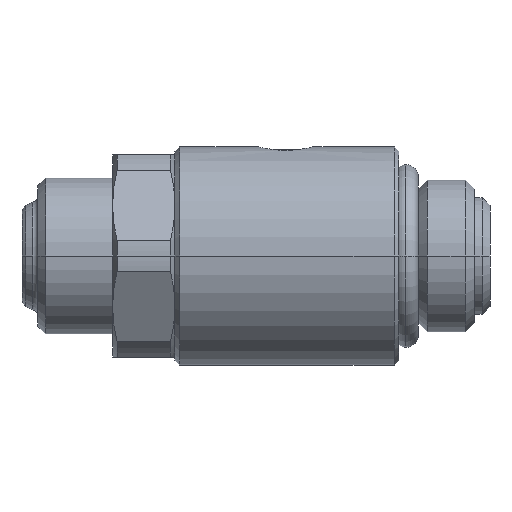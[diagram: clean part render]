
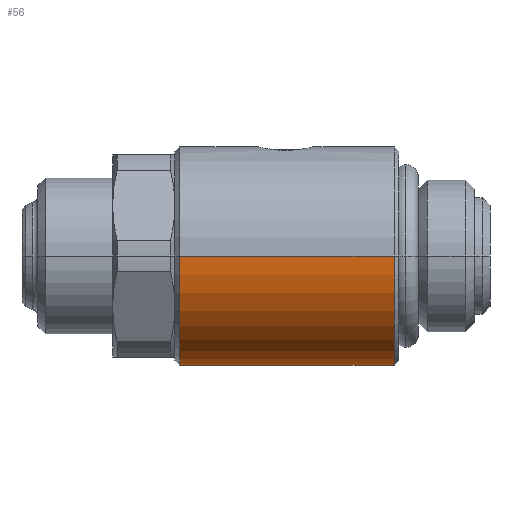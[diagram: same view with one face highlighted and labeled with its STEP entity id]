
A CAD part, left-side view. The second image highlights one B-rep face of the part: STEP entity #56.
In plain terms, the highlighted cylindrical face has radius 7 mm (diameter 14 mm), a partial arc.
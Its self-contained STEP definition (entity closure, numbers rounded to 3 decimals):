
#56=ADVANCED_FACE('',(#188),#189,.T.);
#188=FACE_OUTER_BOUND('',#448,.T.);
#189=CYLINDRICAL_SURFACE('',#449,7.0);
#448=EDGE_LOOP('',(#759,#760,#761,#762,#763,#764,#765,#766,#767));
#449=AXIS2_PLACEMENT_3D('',#768,#769,#770);
#759=ORIENTED_EDGE('',*,*,#1686,.F.);
#760=ORIENTED_EDGE('',*,*,#1687,.T.);
#761=ORIENTED_EDGE('',*,*,#1688,.F.);
#762=ORIENTED_EDGE('',*,*,#1683,.F.);
#763=ORIENTED_EDGE('',*,*,#1689,.F.);
#764=ORIENTED_EDGE('',*,*,#1690,.T.);
#765=ORIENTED_EDGE('',*,*,#1691,.T.);
#766=ORIENTED_EDGE('',*,*,#1692,.T.);
#767=ORIENTED_EDGE('',*,*,#1693,.T.);
#768=CARTESIAN_POINT('',(0.0,7.175,0.0));
#769=DIRECTION('',(-0.0,1.0,0.0));
#770=DIRECTION('',(1.0,0.0,0.0));
#1683=EDGE_CURVE('',#2032,#2035,#2036,.T.);
#1686=EDGE_CURVE('',#2040,#2041,#2042,.T.);
#1687=EDGE_CURVE('',#2040,#2043,#2044,.T.);
#1688=EDGE_CURVE('',#2035,#2043,#2045,.T.);
#1689=EDGE_CURVE('',#2046,#2032,#2047,.T.);
#1690=EDGE_CURVE('',#2046,#2048,#2049,.T.);
#1691=EDGE_CURVE('',#2048,#2050,#2051,.T.);
#1692=EDGE_CURVE('',#2050,#2052,#2053,.T.);
#1693=EDGE_CURVE('',#2052,#2041,#2054,.T.);
#2032=VERTEX_POINT('',#2573);
#2035=VERTEX_POINT('',#2577);
#2036=CIRCLE('',#2578,7.0);
#2040=VERTEX_POINT('',#2583);
#2041=VERTEX_POINT('',#2584);
#2042=LINE('',#2585,#2586);
#2043=VERTEX_POINT('',#2587);
#2044=CIRCLE('',#2588,7.0);
#2045=LINE('',#2589,#2590);
#2046=VERTEX_POINT('',#2591);
#2047=LINE('',#2592,#2593);
#2048=VERTEX_POINT('',#2594);
#2049=B_SPLINE_CURVE_WITH_KNOTS('',3,(#2595,#2596,#2597,#2598,#2599,#2600,#2601,#2602,#2603,#2604,#2605,#2606,#2607,#2608,#2609,#2610,#2611,#2612),.UNSPECIFIED.,.F.,.F.,(4,2,2,2,2,2,2,2,4),(18.588,19.361,20.133,20.906,21.678,22.455,23.231,24.008,24.714),.UNSPECIFIED.);
#2050=VERTEX_POINT('',#2613);
#2051=B_SPLINE_CURVE_WITH_KNOTS('',3,(#2614,#2615,#2616,#2617),.UNSPECIFIED.,.F.,.F.,(4,4),(23.981,24.052),.UNSPECIFIED.);
#2052=VERTEX_POINT('',#2618);
#2053=B_SPLINE_CURVE_WITH_KNOTS('',3,(#2619,#2620,#2621,#2622),.UNSPECIFIED.,.F.,.F.,(4,4),(24.052,24.123),.UNSPECIFIED.);
#2054=B_SPLINE_CURVE_WITH_KNOTS('',3,(#2623,#2624,#2625,#2626,#2627,#2628,#2629,#2630,#2631,#2632,#2633,#2634,#2635,#2636,#2637,#2638,#2639,#2640),.UNSPECIFIED.,.F.,.F.,(4,2,2,2,2,2,2,2,4),(0.071,0.776,1.553,2.329,3.106,3.878,4.651,5.424,6.196),.UNSPECIFIED.);
#2573=CARTESIAN_POINT('',(7.0,14.05,0.0));
#2577=CARTESIAN_POINT('',(-7.0,14.05,0.));
#2578=AXIS2_PLACEMENT_3D('',#3618,#3619,#3620);
#2583=CARTESIAN_POINT('',(7.0,0.3,0.0));
#2584=CARTESIAN_POINT('',(7.0,3.25,0.));
#2585=CARTESIAN_POINT('',(7.0,7.175,0.));
#2586=VECTOR('',#3625,1.0);
#2587=CARTESIAN_POINT('',(-7.0,0.3,0.));
#2588=AXIS2_PLACEMENT_3D('',#3626,#3627,#3628);
#2589=CARTESIAN_POINT('',(-7.0,7.175,0.));
#2590=VECTOR('',#3629,1.0);
#2591=CARTESIAN_POINT('',(7.0,11.25,0.));
#2592=CARTESIAN_POINT('',(7.0,7.175,0.));
#2593=VECTOR('',#3630,1.0);
#2594=CARTESIAN_POINT('',(5.745,7.321,-3.999));
#2595=CARTESIAN_POINT('',(7.0,11.25,0.));
#2596=CARTESIAN_POINT('',(7.0,11.25,-0.258));
#2597=CARTESIAN_POINT('',(6.985,11.225,-0.522));
#2598=CARTESIAN_POINT('',(6.927,11.12,-1.044));
#2599=CARTESIAN_POINT('',(6.882,11.042,-1.302));
#2600=CARTESIAN_POINT('',(6.771,10.835,-1.793));
#2601=CARTESIAN_POINT('',(6.704,10.708,-2.027));
#2602=CARTESIAN_POINT('',(6.558,10.416,-2.458));
#2603=CARTESIAN_POINT('',(6.48,10.252,-2.655));
#2604=CARTESIAN_POINT('',(6.326,9.904,-3.003));
#2605=CARTESIAN_POINT('',(6.245,9.707,-3.167));
#2606=CARTESIAN_POINT('',(6.088,9.276,-3.459));
#2607=CARTESIAN_POINT('',(6.013,9.043,-3.586));
#2608=CARTESIAN_POINT('',(5.886,8.553,-3.791));
#2609=CARTESIAN_POINT('',(5.833,8.296,-3.87));
#2610=CARTESIAN_POINT('',(5.766,7.797,-3.97));
#2611=CARTESIAN_POINT('',(5.748,7.557,-3.995));
#2612=CARTESIAN_POINT('',(5.745,7.321,-3.999));
#2613=CARTESIAN_POINT('',(5.745,7.25,-4.));
#2614=CARTESIAN_POINT('',(5.745,7.321,-3.999));
#2615=CARTESIAN_POINT('',(5.745,7.297,-4.));
#2616=CARTESIAN_POINT('',(5.745,7.274,-4.));
#2617=CARTESIAN_POINT('',(5.745,7.25,-4.));
#2618=CARTESIAN_POINT('',(5.745,7.179,-3.999));
#2619=CARTESIAN_POINT('',(5.745,7.25,-4.));
#2620=CARTESIAN_POINT('',(5.745,7.226,-4.));
#2621=CARTESIAN_POINT('',(5.745,7.203,-4.));
#2622=CARTESIAN_POINT('',(5.745,7.179,-3.999));
#2623=CARTESIAN_POINT('',(5.745,7.179,-3.999));
#2624=CARTESIAN_POINT('',(5.748,6.943,-3.995));
#2625=CARTESIAN_POINT('',(5.766,6.703,-3.97));
#2626=CARTESIAN_POINT('',(5.833,6.204,-3.87));
#2627=CARTESIAN_POINT('',(5.886,5.947,-3.791));
#2628=CARTESIAN_POINT('',(6.013,5.457,-3.586));
#2629=CARTESIAN_POINT('',(6.088,5.224,-3.459));
#2630=CARTESIAN_POINT('',(6.245,4.793,-3.167));
#2631=CARTESIAN_POINT('',(6.326,4.596,-3.003));
#2632=CARTESIAN_POINT('',(6.48,4.248,-2.655));
#2633=CARTESIAN_POINT('',(6.558,4.084,-2.458));
#2634=CARTESIAN_POINT('',(6.704,3.792,-2.027));
#2635=CARTESIAN_POINT('',(6.771,3.665,-1.793));
#2636=CARTESIAN_POINT('',(6.882,3.458,-1.302));
#2637=CARTESIAN_POINT('',(6.927,3.38,-1.044));
#2638=CARTESIAN_POINT('',(6.985,3.275,-0.522));
#2639=CARTESIAN_POINT('',(7.0,3.25,-0.258));
#2640=CARTESIAN_POINT('',(7.0,3.25,0.));
#3618=CARTESIAN_POINT('',(0.0,14.05,0.0));
#3619=DIRECTION('',(-0.0,1.0,0.0));
#3620=DIRECTION('',(1.0,0.0,0.0));
#3625=DIRECTION('',(0.0,1.0,0.0));
#3626=CARTESIAN_POINT('',(0.0,0.3,0.0));
#3627=DIRECTION('',(-0.0,1.0,0.0));
#3628=DIRECTION('',(1.0,0.0,0.0));
#3629=DIRECTION('',(-0.0,-1.0,-0.0));
#3630=DIRECTION('',(0.0,1.0,0.0));
